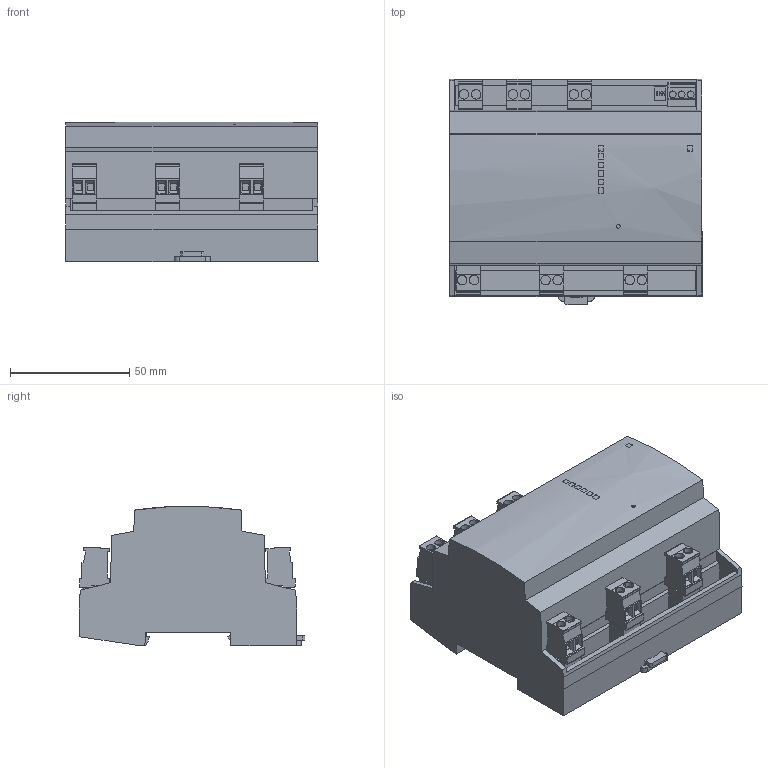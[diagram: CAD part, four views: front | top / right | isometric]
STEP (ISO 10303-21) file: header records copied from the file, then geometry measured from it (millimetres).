
FILE_DESCRIPTION(/* description */ (''),/* implementation_level */ '2;1');
FILE_NAME(/* name */ 'LST6x13DL',/* time_stamp */ '2022-03-02T10:14:55+01:00',/* author */ (''),/* organization */ (''),/* preprocessor_version */ 'ST-DEVELOPER v16.5',/* originating_system */ 'Rhino 7.15',/* authorisation */ '');
FILE_SCHEMA (('AUTOMOTIVE_DESIGN'));
Length unit declared in the file: millimetre
Products named in the file (1): Document
Bounding box: 106.04 x 94.78 x 58.59 mm (x, y, z)
Volume: 20941.3 mm3; surface area: 75540 mm2
Topology: 9 solids, 118 shells, 502 faces, 1571 edges, 1214 vertices
Faces by surface type: plane 392, cylinder 98, bspline 12
Full cylindrical faces by diameter (mm): 5 x1
Entity records: 16851 total; most frequent: CARTESIAN_POINT 5940, ORIENTED_EDGE 2558, EDGE_CURVE 1571, VERTEX_POINT 1214, B_SPLINE_CURVE_WITH_KNOTS 1177, EDGE_LOOP 542, ADVANCED_FACE 502, FACE_OUTER_BOUND 502
